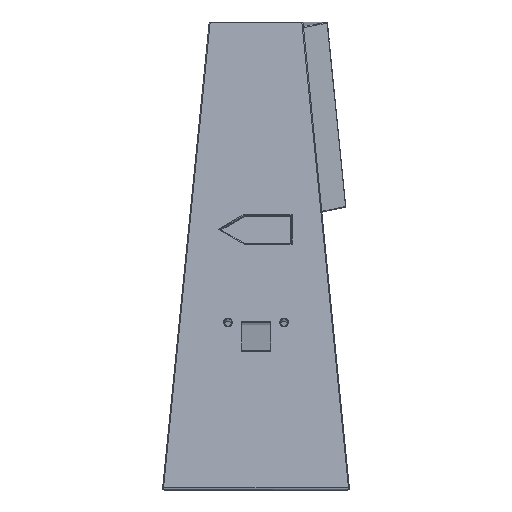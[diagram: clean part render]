
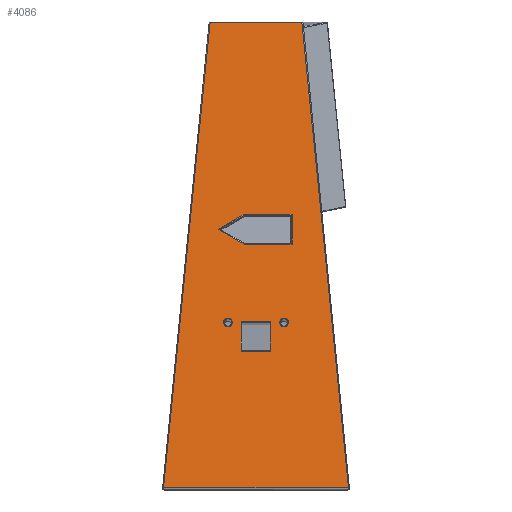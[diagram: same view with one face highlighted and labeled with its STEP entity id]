
A CAD part, front view. The second image highlights one B-rep face of the part: STEP entity #4086.
In plain terms, the highlighted planar face has unit normal (0, -0.995, 0.1).
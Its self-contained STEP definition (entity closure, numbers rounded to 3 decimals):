
#39=FACE_BOUND('',#522,.T.);
#40=FACE_BOUND('',#523,.T.);
#41=FACE_BOUND('',#524,.T.);
#42=FACE_BOUND('',#525,.T.);
#58=PLANE('',#4411);
#234=FACE_OUTER_BOUND('',#521,.T.);
#521=EDGE_LOOP('',(#2758,#2759,#2760,#2761));
#522=EDGE_LOOP('',(#2762,#2763,#2764,#2765,#2766));
#523=EDGE_LOOP('',(#2767));
#524=EDGE_LOOP('',(#2768));
#525=EDGE_LOOP('',(#2769,#2770,#2771,#2772));
#986=CIRCLE('',#4412,0.912);
#987=CIRCLE('',#4413,0.912);
#1157=LINE('',#6438,#1425);
#1173=LINE('',#6678,#1441);
#1174=LINE('',#6682,#1442);
#1175=LINE('',#6683,#1443);
#1176=LINE('',#6686,#1444);
#1177=LINE('',#6688,#1445);
#1178=LINE('',#6690,#1446);
#1179=LINE('',#6692,#1447);
#1180=LINE('',#6693,#1448);
#1181=LINE('',#6700,#1449);
#1182=LINE('',#6702,#1450);
#1183=LINE('',#6704,#1451);
#1184=LINE('',#6705,#1452);
#1425=VECTOR('',#4961,10.);
#1441=VECTOR('',#5025,10.);
#1442=VECTOR('',#5030,10.);
#1443=VECTOR('',#5031,10.);
#1444=VECTOR('',#5032,10.);
#1445=VECTOR('',#5033,10.);
#1446=VECTOR('',#5034,10.);
#1447=VECTOR('',#5035,10.);
#1448=VECTOR('',#5036,10.);
#1449=VECTOR('',#5041,10.);
#1450=VECTOR('',#5042,10.);
#1451=VECTOR('',#5043,10.);
#1452=VECTOR('',#5044,10.);
#1704=VERTEX_POINT('',#6430);
#1706=VERTEX_POINT('',#6436);
#1733=VERTEX_POINT('',#6677);
#1734=VERTEX_POINT('',#6681);
#1735=VERTEX_POINT('',#6684);
#1736=VERTEX_POINT('',#6685);
#1737=VERTEX_POINT('',#6687);
#1738=VERTEX_POINT('',#6689);
#1739=VERTEX_POINT('',#6691);
#1740=VERTEX_POINT('',#6694);
#1741=VERTEX_POINT('',#6696);
#1742=VERTEX_POINT('',#6698);
#1743=VERTEX_POINT('',#6699);
#1744=VERTEX_POINT('',#6701);
#1745=VERTEX_POINT('',#6703);
#2062=EDGE_CURVE('',#1706,#1704,#1157,.T.);
#2102=EDGE_CURVE('',#1704,#1733,#1173,.T.);
#2104=EDGE_CURVE('',#1734,#1706,#1174,.T.);
#2105=EDGE_CURVE('',#1733,#1734,#1175,.T.);
#2106=EDGE_CURVE('',#1735,#1736,#1176,.T.);
#2107=EDGE_CURVE('',#1737,#1735,#1177,.T.);
#2108=EDGE_CURVE('',#1738,#1737,#1178,.T.);
#2109=EDGE_CURVE('',#1739,#1738,#1179,.T.);
#2110=EDGE_CURVE('',#1736,#1739,#1180,.T.);
#2111=EDGE_CURVE('',#1740,#1740,#986,.T.);
#2112=EDGE_CURVE('',#1741,#1741,#987,.T.);
#2113=EDGE_CURVE('',#1742,#1743,#1181,.T.);
#2114=EDGE_CURVE('',#1744,#1742,#1182,.T.);
#2115=EDGE_CURVE('',#1745,#1744,#1183,.T.);
#2116=EDGE_CURVE('',#1743,#1745,#1184,.T.);
#2758=ORIENTED_EDGE('',*,*,#2062,.F.);
#2759=ORIENTED_EDGE('',*,*,#2104,.F.);
#2760=ORIENTED_EDGE('',*,*,#2105,.F.);
#2761=ORIENTED_EDGE('',*,*,#2102,.F.);
#2762=ORIENTED_EDGE('',*,*,#2106,.F.);
#2763=ORIENTED_EDGE('',*,*,#2107,.F.);
#2764=ORIENTED_EDGE('',*,*,#2108,.F.);
#2765=ORIENTED_EDGE('',*,*,#2109,.F.);
#2766=ORIENTED_EDGE('',*,*,#2110,.F.);
#2767=ORIENTED_EDGE('',*,*,#2111,.F.);
#2768=ORIENTED_EDGE('',*,*,#2112,.F.);
#2769=ORIENTED_EDGE('',*,*,#2113,.F.);
#2770=ORIENTED_EDGE('',*,*,#2114,.F.);
#2771=ORIENTED_EDGE('',*,*,#2115,.F.);
#2772=ORIENTED_EDGE('',*,*,#2116,.F.);
#4086=ADVANCED_FACE('',(#234,#39,#40,#41,#42),#58,.F.);
#4411=AXIS2_PLACEMENT_3D('',#6680,#5028,#5029);
#4412=AXIS2_PLACEMENT_3D('',#6695,#5037,#5038);
#4413=AXIS2_PLACEMENT_3D('',#6697,#5039,#5040);
#4961=DIRECTION('',(1.,0.,0.));
#5025=DIRECTION('',(0.099,-0.099,-0.99));
#5028=DIRECTION('center_axis',(0.,0.995,-0.1));
#5029=DIRECTION('ref_axis',(0.,0.1,0.995));
#5030=DIRECTION('',(0.099,0.099,0.99));
#5031=DIRECTION('',(-1.,0.,0.));
#5032=DIRECTION('',(-0.866,-0.05,-0.498));
#5033=DIRECTION('',(-1.,0.,0.));
#5034=DIRECTION('',(0.,0.1,0.995));
#5035=DIRECTION('',(1.,0.,0.));
#5036=DIRECTION('',(0.866,-0.05,-0.498));
#5037=DIRECTION('center_axis',(0.,-0.995,0.1));
#5038=DIRECTION('ref_axis',(0.,0.1,0.995));
#5039=DIRECTION('center_axis',(0.,-0.995,0.1));
#5040=DIRECTION('ref_axis',(0.,0.1,0.995));
#5041=DIRECTION('',(1.,0.,0.));
#5042=DIRECTION('',(0.,-0.1,-0.995));
#5043=DIRECTION('',(-1.,0.,0.));
#5044=DIRECTION('',(0.,0.1,0.995));
#6430=CARTESIAN_POINT('',(9.804,-10.003,99.973));
#6436=CARTESIAN_POINT('',(-9.804,-10.003,99.973));
#6438=CARTESIAN_POINT('',(10.,-10.003,99.973));
#6677=CARTESIAN_POINT('',(19.757,-19.956,0.44));
#6678=CARTESIAN_POINT('',(19.607,-19.806,1.941));
#6680=CARTESIAN_POINT('Origin',(20.,-20.,0.));
#6681=CARTESIAN_POINT('',(-19.757,-19.956,0.44));
#6682=CARTESIAN_POINT('',(-19.607,-19.806,1.941));
#6683=CARTESIAN_POINT('',(10.,-19.956,0.44));
#6684=CARTESIAN_POINT('',(-2.554,-14.109,58.906));
#6685=CARTESIAN_POINT('',(-8.096,-14.428,55.722));
#6686=CARTESIAN_POINT('',(-9.534,-14.51,54.896));
#6687=CARTESIAN_POINT('',(7.7,-14.109,58.906));
#6688=CARTESIAN_POINT('',(8.75,-14.109,58.906));
#6689=CARTESIAN_POINT('',(7.7,-14.746,52.538));
#6690=CARTESIAN_POINT('',(7.7,-17.065,29.354));
#6691=CARTESIAN_POINT('',(-2.554,-14.746,52.538));
#6692=CARTESIAN_POINT('',(13.75,-14.746,52.538));
#6693=CARTESIAN_POINT('',(17.312,-15.887,41.125));
#6694=CARTESIAN_POINT('',(6.,-16.51,34.904));
#6695=CARTESIAN_POINT('Origin',(6.,-16.419,35.811));
#6696=CARTESIAN_POINT('',(-6.,-16.509,34.914));
#6697=CARTESIAN_POINT('Origin',(-6.,-16.418,35.821));
#6698=CARTESIAN_POINT('',(-3.2,-17.035,29.652));
#6699=CARTESIAN_POINT('',(3.2,-17.035,29.652));
#6700=CARTESIAN_POINT('',(11.5,-17.035,29.652));
#6701=CARTESIAN_POINT('',(-3.2,-16.398,36.02));
#6702=CARTESIAN_POINT('',(-3.2,-18.507,14.926));
#6703=CARTESIAN_POINT('',(3.2,-16.398,36.02));
#6704=CARTESIAN_POINT('',(8.5,-16.398,36.02));
#6705=CARTESIAN_POINT('',(3.2,-18.209,17.911));
